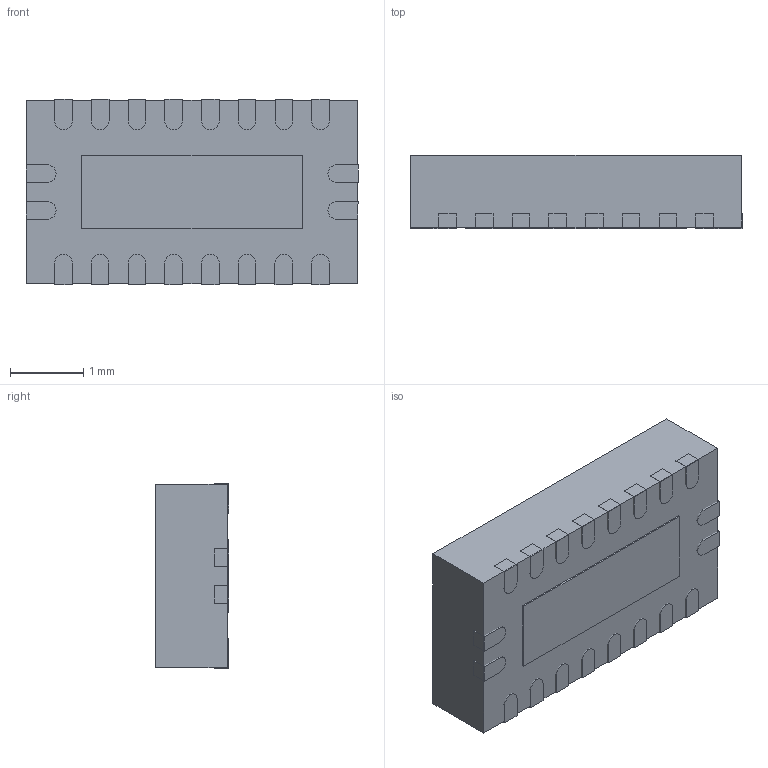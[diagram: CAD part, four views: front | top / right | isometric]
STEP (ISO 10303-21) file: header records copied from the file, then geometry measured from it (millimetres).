
FILE_DESCRIPTION (( 'STEP AP214' ), '1' );
FILE_NAME ('User Library-DHVQFN20.STEP', '2020-12-10T18:26:11', ( '' ), ( '' ), 'SwSTEP 2.0', 'SolidWorks 2020', '' );
FILE_SCHEMA (( 'AUTOMOTIVE_DESIGN' ));
Length unit declared in the file: millimetre
Products named in the file (5): Assu_Fuss_DHVQFN20___ _________; Fuss_DHVQFN20___ _________; Part_DHVQFN20___ _________; User Library-DHVQFN20
Assembly tree (47 placements, depth 3):
  User Library-DHVQFN20
    Part_DHVQFN20___ _________
    Assu_Fuss_DHVQFN20___ _________
      Fuss_DHVQFN20___ _________  x20
    Fuss_DHVQFN20___ _________  x4
    Assu_Fuss_DHVQFN20___ _________
      Fuss_DHVQFN20___ _________  x20
Bounding box: 4.52 x 1 x 2.52 mm (x, y, z)
Surface area: 61 mm2
Topology: 46 solids, 46 shells, 320 faces, 684 edges, 456 vertices
Faces by surface type: plane 232, cylinder 88
Entity records: 1221 total; most frequent: DIRECTION 185, CARTESIAN_POINT 136, ORIENTED_EDGE 78, AXIS2_PLACEMENT_3D 75, PRODUCT_DEFINITION_SHAPE 52, ITEM_DEFINED_TRANSFORMATION 47, CONTEXT_DEPENDENT_SHAPE_REPRESENTATION 47, NEXT_ASSEMBLY_USAGE_OCCURRENCE 47
